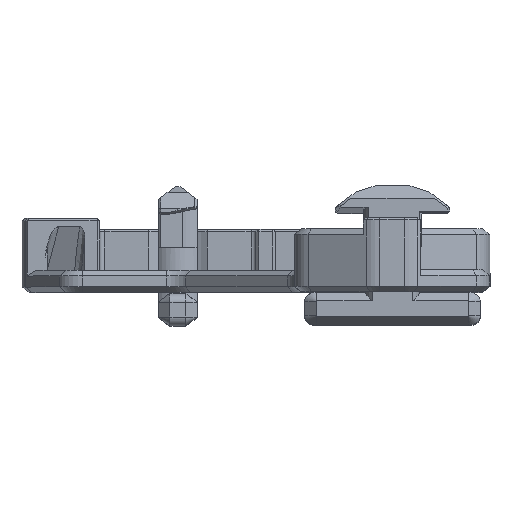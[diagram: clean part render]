
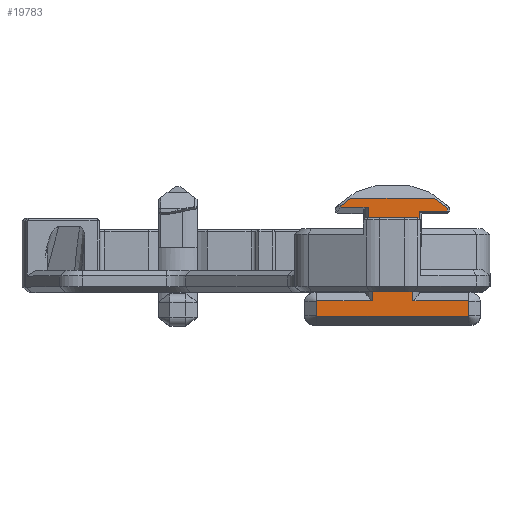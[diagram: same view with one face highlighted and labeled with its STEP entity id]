
A CAD part, top view. The second image highlights one B-rep face of the part: STEP entity #19783.
In plain terms, the highlighted face is planar.
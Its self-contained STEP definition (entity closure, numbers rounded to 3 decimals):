
#776=PLANE('',#21620);
#992=ELLIPSE('',#21621,0.067,0.05);
#993=ELLIPSE('',#21622,0.067,0.05);
#994=ELLIPSE('',#21623,0.067,0.05);
#995=ELLIPSE('',#21624,0.067,0.05);
#2307=FACE_OUTER_BOUND('',#3501,.T.);
#3501=EDGE_LOOP('',(#17822,#17823,#17824,#17825,#17826,#17827,#17828,#17829,
#17830,#17831,#17832,#17833,#17834,#17835,#17836,#17837,#17838,#17839,#17840,
#17841,#17842,#17843,#17844));
#5382=LINE('',#34337,#7409);
#5390=LINE('',#34365,#7417);
#5406=LINE('',#34406,#7433);
#5407=LINE('',#34410,#7434);
#5408=LINE('',#34412,#7435);
#5409=LINE('',#34414,#7436);
#5410=LINE('',#34416,#7437);
#5411=LINE('',#34418,#7438);
#5412=LINE('',#34419,#7439);
#5413=LINE('',#34421,#7440);
#5414=LINE('',#34425,#7441);
#5415=LINE('',#34429,#7442);
#5416=LINE('',#34433,#7443);
#5417=LINE('',#34436,#7444);
#5418=LINE('',#34438,#7445);
#5419=LINE('',#34440,#7446);
#5420=LINE('',#34442,#7447);
#5421=LINE('',#34444,#7448);
#5422=LINE('',#34445,#7449);
#7409=VECTOR('',#26756,1000.);
#7417=VECTOR('',#26784,1330.);
#7433=VECTOR('',#26814,1000.);
#7434=VECTOR('',#26817,1176.627);
#7435=VECTOR('',#26818,1000.);
#7436=VECTOR('',#26819,11.817);
#7437=VECTOR('',#26820,1330.);
#7438=VECTOR('',#26821,1000.);
#7439=VECTOR('',#26822,1330.);
#7440=VECTOR('',#26823,1330.);
#7441=VECTOR('',#26826,1000.);
#7442=VECTOR('',#26829,1330.);
#7443=VECTOR('',#26832,1000.);
#7444=VECTOR('',#26835,1330.);
#7445=VECTOR('',#26836,1000.);
#7446=VECTOR('',#26837,1330.);
#7447=VECTOR('',#26838,1000.);
#7448=VECTOR('',#26839,1176.627);
#7449=VECTOR('',#26840,1330.);
#9742=VERTEX_POINT('',#34326);
#9747=VERTEX_POINT('',#34335);
#9756=VERTEX_POINT('',#34361);
#9757=VERTEX_POINT('',#34363);
#9775=VERTEX_POINT('',#34404);
#9776=VERTEX_POINT('',#34408);
#9777=VERTEX_POINT('',#34409);
#9778=VERTEX_POINT('',#34411);
#9779=VERTEX_POINT('',#34413);
#9780=VERTEX_POINT('',#34415);
#9781=VERTEX_POINT('',#34417);
#9782=VERTEX_POINT('',#34420);
#9783=VERTEX_POINT('',#34422);
#9784=VERTEX_POINT('',#34424);
#9785=VERTEX_POINT('',#34426);
#9786=VERTEX_POINT('',#34428);
#9787=VERTEX_POINT('',#34430);
#9788=VERTEX_POINT('',#34432);
#9789=VERTEX_POINT('',#34435);
#9790=VERTEX_POINT('',#34437);
#9791=VERTEX_POINT('',#34439);
#9792=VERTEX_POINT('',#34441);
#9793=VERTEX_POINT('',#34443);
#12453=EDGE_CURVE('',#9742,#9747,#5382,.T.);
#12466=EDGE_CURVE('',#9757,#9756,#5390,.T.);
#12487=EDGE_CURVE('',#9775,#9757,#5406,.T.);
#12488=EDGE_CURVE('',#9776,#9777,#5407,.T.);
#12489=EDGE_CURVE('',#9776,#9778,#5408,.T.);
#12490=EDGE_CURVE('',#9779,#9778,#5409,.T.);
#12491=EDGE_CURVE('',#9779,#9780,#5410,.T.);
#12492=EDGE_CURVE('',#9780,#9781,#5411,.T.);
#12493=EDGE_CURVE('',#9742,#9781,#5412,.T.);
#12494=EDGE_CURVE('',#9747,#9782,#5413,.T.);
#12495=EDGE_CURVE('',#9783,#9782,#992,.T.);
#12496=EDGE_CURVE('',#9783,#9784,#5414,.T.);
#12497=EDGE_CURVE('',#9785,#9784,#993,.T.);
#12498=EDGE_CURVE('',#9785,#9786,#5415,.T.);
#12499=EDGE_CURVE('',#9787,#9786,#994,.T.);
#12500=EDGE_CURVE('',#9787,#9788,#5416,.T.);
#12501=EDGE_CURVE('',#9756,#9788,#995,.T.);
#12502=EDGE_CURVE('',#9775,#9789,#5417,.T.);
#12503=EDGE_CURVE('',#9789,#9790,#5418,.T.);
#12504=EDGE_CURVE('',#9790,#9791,#5419,.T.);
#12505=EDGE_CURVE('',#9791,#9792,#5420,.T.);
#12506=EDGE_CURVE('',#9792,#9793,#5421,.T.);
#12507=EDGE_CURVE('',#9793,#9777,#5422,.T.);
#17822=ORIENTED_EDGE('',*,*,#12488,.F.);
#17823=ORIENTED_EDGE('',*,*,#12489,.T.);
#17824=ORIENTED_EDGE('',*,*,#12490,.F.);
#17825=ORIENTED_EDGE('',*,*,#12491,.T.);
#17826=ORIENTED_EDGE('',*,*,#12492,.T.);
#17827=ORIENTED_EDGE('',*,*,#12493,.F.);
#17828=ORIENTED_EDGE('',*,*,#12453,.T.);
#17829=ORIENTED_EDGE('',*,*,#12494,.T.);
#17830=ORIENTED_EDGE('',*,*,#12495,.F.);
#17831=ORIENTED_EDGE('',*,*,#12496,.T.);
#17832=ORIENTED_EDGE('',*,*,#12497,.F.);
#17833=ORIENTED_EDGE('',*,*,#12498,.T.);
#17834=ORIENTED_EDGE('',*,*,#12499,.F.);
#17835=ORIENTED_EDGE('',*,*,#12500,.T.);
#17836=ORIENTED_EDGE('',*,*,#12501,.F.);
#17837=ORIENTED_EDGE('',*,*,#12466,.F.);
#17838=ORIENTED_EDGE('',*,*,#12487,.F.);
#17839=ORIENTED_EDGE('',*,*,#12502,.T.);
#17840=ORIENTED_EDGE('',*,*,#12503,.T.);
#17841=ORIENTED_EDGE('',*,*,#12504,.T.);
#17842=ORIENTED_EDGE('',*,*,#12505,.T.);
#17843=ORIENTED_EDGE('',*,*,#12506,.T.);
#17844=ORIENTED_EDGE('',*,*,#12507,.T.);
#19783=ADVANCED_FACE('',(#2307),#776,.T.);
#21620=AXIS2_PLACEMENT_3D('',#34407,#26815,#26816);
#21621=AXIS2_PLACEMENT_3D('',#34423,#26824,#26825);
#21622=AXIS2_PLACEMENT_3D('',#34427,#26827,#26828);
#21623=AXIS2_PLACEMENT_3D('',#34431,#26830,#26831);
#21624=AXIS2_PLACEMENT_3D('',#34434,#26833,#26834);
#26756=DIRECTION('',(0.,0.,-1.));
#26784=DIRECTION('',(1.,0.,0.));
#26814=DIRECTION('',(0.,0.,-1.));
#26815=DIRECTION('center_axis',(0.,-1.,0.));
#26816=DIRECTION('ref_axis',(0.,0.,-1.));
#26817=DIRECTION('',(0.799,0.,0.601));
#26818=DIRECTION('',(0.,0.,-1.));
#26819=DIRECTION('',(-0.808,0.,0.589));
#26820=DIRECTION('',(1.,0.,0.));
#26821=DIRECTION('',(0.,0.,-1.));
#26822=DIRECTION('',(-1.,0.,0.));
#26823=DIRECTION('',(-1.,0.,0.));
#26824=DIRECTION('center_axis',(0.,1.,0.));
#26825=DIRECTION('ref_axis',(1.,0.,0.));
#26826=DIRECTION('',(0.,0.,-1.));
#26827=DIRECTION('center_axis',(0.,1.,0.));
#26828=DIRECTION('ref_axis',(-1.,0.,0.));
#26829=DIRECTION('',(1.,0.,0.));
#26830=DIRECTION('center_axis',(0.,1.,0.));
#26831=DIRECTION('ref_axis',(-1.,0.,0.));
#26832=DIRECTION('',(0.,0.,1.));
#26833=DIRECTION('center_axis',(0.,1.,0.));
#26834=DIRECTION('ref_axis',(1.,0.,0.));
#26835=DIRECTION('',(1.,0.,0.));
#26836=DIRECTION('',(0.,0.,1.));
#26837=DIRECTION('',(1.,0.,0.));
#26838=DIRECTION('',(0.,0.,1.));
#26839=DIRECTION('',(-0.799,0.,0.601));
#26840=DIRECTION('',(-1.,0.,0.));
#34326=CARTESIAN_POINT('',(-3.486,-2.,6.2));
#34335=CARTESIAN_POINT('',(-3.486,-2.,-1.2));
#34337=CARTESIAN_POINT('',(-3.486,-2.,4.75));
#34361=CARTESIAN_POINT('',(9.615,-2.,-1.2));
#34363=CARTESIAN_POINT('',(2.1,-2.,-1.2));
#34365=CARTESIAN_POINT('',(5.857,-2.,-1.2));
#34404=CARTESIAN_POINT('',(2.1,-2.,6.2));
#34406=CARTESIAN_POINT('',(2.1,-2.,2.5));
#34407=CARTESIAN_POINT('Origin',(-11.08,-2.,12.81));
#34408=CARTESIAN_POINT('',(-7.708,-2.,11.797));
#34409=CARTESIAN_POINT('',(-6.374,-2.,12.8));
#34410=CARTESIAN_POINT('',(-7.1,-2.,12.254));
#34411=CARTESIAN_POINT('',(-7.708,-2.,11.565));
#34412=CARTESIAN_POINT('',(-7.708,-2.,4.75));
#34413=CARTESIAN_POINT('',(-7.687,-2.,11.55));
#34414=CARTESIAN_POINT('',(-7.687,-2.,11.55));
#34415=CARTESIAN_POINT('',(-4.018,-2.,11.55));
#34416=CARTESIAN_POINT('',(-0.693,-2.,11.55));
#34417=CARTESIAN_POINT('',(-4.018,-2.,6.2));
#34418=CARTESIAN_POINT('',(-4.018,-2.,4.75));
#34419=CARTESIAN_POINT('',(-4.753,-2.,6.2));
#34420=CARTESIAN_POINT('',(-11.001,-2.,-1.2));
#34421=CARTESIAN_POINT('',(-0.693,-2.,-1.2));
#34422=CARTESIAN_POINT('',(-11.067,-2.,-1.25));
#34423=CARTESIAN_POINT('Origin',(-11.001,-2.,-1.25));
#34424=CARTESIAN_POINT('',(-11.067,-2.,-3.25));
#34425=CARTESIAN_POINT('',(-11.067,-2.,4.75));
#34426=CARTESIAN_POINT('',(-11.001,-2.,-3.3));
#34427=CARTESIAN_POINT('Origin',(-11.,-2.,-3.25));
#34428=CARTESIAN_POINT('',(9.615,-2.,-3.3));
#34429=CARTESIAN_POINT('',(-0.693,-2.,-3.3));
#34430=CARTESIAN_POINT('',(9.681,-2.,-3.25));
#34431=CARTESIAN_POINT('Origin',(9.614,-2.,-3.25));
#34432=CARTESIAN_POINT('',(9.681,-2.,-1.25));
#34433=CARTESIAN_POINT('',(9.681,-2.,4.75));
#34434=CARTESIAN_POINT('Origin',(9.614,-2.,-1.25));
#34435=CARTESIAN_POINT('',(2.965,-2.,6.2));
#34436=CARTESIAN_POINT('',(-0.693,-2.,6.2));
#34437=CARTESIAN_POINT('',(2.965,-2.,11.05));
#34438=CARTESIAN_POINT('',(2.965,-2.,4.75));
#34439=CARTESIAN_POINT('',(6.788,-2.,11.05));
#34440=CARTESIAN_POINT('',(-0.693,-2.,11.05));
#34441=CARTESIAN_POINT('',(6.788,-2.,11.446));
#34442=CARTESIAN_POINT('',(6.788,-2.,4.75));
#34443=CARTESIAN_POINT('',(4.988,-2.,12.8));
#34444=CARTESIAN_POINT('',(6.788,-2.,11.446));
#34445=CARTESIAN_POINT('',(-0.693,-2.,12.8));
